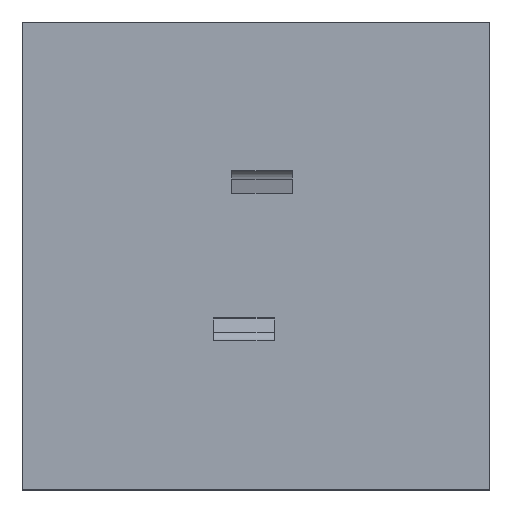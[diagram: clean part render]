
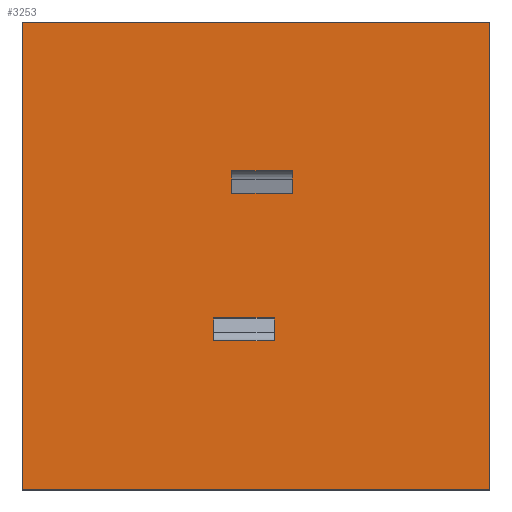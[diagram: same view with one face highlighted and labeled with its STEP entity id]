
A CAD part, top view. The second image highlights one B-rep face of the part: STEP entity #3253.
In plain terms, the highlighted planar face has unit normal (0, 0, 1).
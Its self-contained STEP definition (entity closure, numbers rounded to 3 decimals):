
#193=FACE_BOUND('',#540,.T.);
#194=FACE_BOUND('',#541,.T.);
#332=FACE_OUTER_BOUND('',#539,.T.);
#539=EDGE_LOOP('',(#2733,#2734,#2735,#2736));
#540=EDGE_LOOP('',(#2737,#2738,#2739,#2740));
#541=EDGE_LOOP('',(#2741,#2742,#2743,#2744));
#819=LINE('',#5160,#1193);
#823=LINE('',#5168,#1197);
#826=LINE('',#5174,#1200);
#829=LINE('',#5179,#1203);
#831=LINE('',#5184,#1205);
#835=LINE('',#5192,#1209);
#838=LINE('',#5198,#1212);
#841=LINE('',#5203,#1215);
#855=LINE('',#5234,#1229);
#859=LINE('',#5242,#1233);
#862=LINE('',#5248,#1236);
#865=LINE('',#5253,#1239);
#1193=VECTOR('',#4243,10.);
#1197=VECTOR('',#4249,10.);
#1200=VECTOR('',#4254,10.);
#1203=VECTOR('',#4259,10.);
#1205=VECTOR('',#4263,10.);
#1209=VECTOR('',#4269,10.);
#1212=VECTOR('',#4274,10.);
#1215=VECTOR('',#4279,10.);
#1229=VECTOR('',#4307,10.);
#1233=VECTOR('',#4313,10.);
#1236=VECTOR('',#4318,10.);
#1239=VECTOR('',#4323,10.);
#1527=VERTEX_POINT('',#5158);
#1528=VERTEX_POINT('',#5159);
#1531=VERTEX_POINT('',#5167);
#1533=VERTEX_POINT('',#5173);
#1535=VERTEX_POINT('',#5182);
#1536=VERTEX_POINT('',#5183);
#1539=VERTEX_POINT('',#5191);
#1541=VERTEX_POINT('',#5197);
#1551=VERTEX_POINT('',#5232);
#1552=VERTEX_POINT('',#5233);
#1555=VERTEX_POINT('',#5241);
#1557=VERTEX_POINT('',#5247);
#1918=EDGE_CURVE('',#1527,#1528,#819,.T.);
#1922=EDGE_CURVE('',#1528,#1531,#823,.T.);
#1925=EDGE_CURVE('',#1531,#1533,#826,.T.);
#1928=EDGE_CURVE('',#1533,#1527,#829,.T.);
#1930=EDGE_CURVE('',#1535,#1536,#831,.T.);
#1934=EDGE_CURVE('',#1536,#1539,#835,.T.);
#1937=EDGE_CURVE('',#1539,#1541,#838,.T.);
#1940=EDGE_CURVE('',#1541,#1535,#841,.T.);
#1954=EDGE_CURVE('',#1551,#1552,#855,.T.);
#1958=EDGE_CURVE('',#1555,#1551,#859,.T.);
#1961=EDGE_CURVE('',#1557,#1555,#862,.T.);
#1964=EDGE_CURVE('',#1552,#1557,#865,.T.);
#2733=ORIENTED_EDGE('',*,*,#1964,.F.);
#2734=ORIENTED_EDGE('',*,*,#1954,.F.);
#2735=ORIENTED_EDGE('',*,*,#1958,.F.);
#2736=ORIENTED_EDGE('',*,*,#1961,.F.);
#2737=ORIENTED_EDGE('',*,*,#1925,.T.);
#2738=ORIENTED_EDGE('',*,*,#1928,.T.);
#2739=ORIENTED_EDGE('',*,*,#1918,.T.);
#2740=ORIENTED_EDGE('',*,*,#1922,.T.);
#2741=ORIENTED_EDGE('',*,*,#1937,.T.);
#2742=ORIENTED_EDGE('',*,*,#1940,.T.);
#2743=ORIENTED_EDGE('',*,*,#1930,.T.);
#2744=ORIENTED_EDGE('',*,*,#1934,.T.);
#3072=PLANE('',#3580);
#3253=ADVANCED_FACE('',(#332,#193,#194),#3072,.T.);
#3580=AXIS2_PLACEMENT_3D('',#5255,#4325,#4326);
#4243=DIRECTION('',(1.,0.,0.));
#4249=DIRECTION('',(0.,-1.,0.));
#4254=DIRECTION('',(-1.,0.,0.));
#4259=DIRECTION('',(0.,1.,0.));
#4263=DIRECTION('',(-1.,0.,0.));
#4269=DIRECTION('',(0.,1.,0.));
#4274=DIRECTION('',(1.,0.,0.));
#4279=DIRECTION('',(0.,-1.,0.));
#4307=DIRECTION('',(0.,1.,0.));
#4313=DIRECTION('',(-1.,0.,0.));
#4318=DIRECTION('',(0.,-1.,0.));
#4323=DIRECTION('',(1.,0.,0.));
#4325=DIRECTION('center_axis',(0.,0.,1.));
#4326=DIRECTION('ref_axis',(-1.,0.,0.));
#5158=CARTESIAN_POINT('',(23.5,28.,-16.485));
#5159=CARTESIAN_POINT('',(43.5,28.,-16.485));
#5160=CARTESIAN_POINT('',(37.5,28.,-16.485));
#5167=CARTESIAN_POINT('',(43.5,20.5,-16.485));
#5168=CARTESIAN_POINT('',(43.5,10.25,-16.485));
#5173=CARTESIAN_POINT('',(23.5,20.5,-16.485));
#5174=CARTESIAN_POINT('',(27.5,20.5,-16.485));
#5179=CARTESIAN_POINT('',(23.5,14.,-16.485));
#5182=CARTESIAN_POINT('',(37.5,-28.,-16.485));
#5183=CARTESIAN_POINT('',(17.5,-28.,-16.485));
#5184=CARTESIAN_POINT('',(24.5,-28.,-16.485));
#5191=CARTESIAN_POINT('',(17.5,-20.5,-16.485));
#5192=CARTESIAN_POINT('',(17.5,-10.25,-16.485));
#5197=CARTESIAN_POINT('',(37.5,-20.5,-16.485));
#5198=CARTESIAN_POINT('',(34.5,-20.5,-16.485));
#5203=CARTESIAN_POINT('',(37.5,-14.,-16.485));
#5232=CARTESIAN_POINT('',(-45.5,-77.,-16.485));
#5233=CARTESIAN_POINT('',(-45.5,77.,-16.485));
#5234=CARTESIAN_POINT('',(-45.5,-37.5,-16.485));
#5241=CARTESIAN_POINT('',(108.5,-77.,-16.485));
#5242=CARTESIAN_POINT('',(69.,-77.,-16.485));
#5247=CARTESIAN_POINT('',(108.5,77.,-16.485));
#5248=CARTESIAN_POINT('',(108.5,37.5,-16.485));
#5253=CARTESIAN_POINT('',(-6.,77.,-16.485));
#5255=CARTESIAN_POINT('Origin',(31.5,0.,-16.485));
